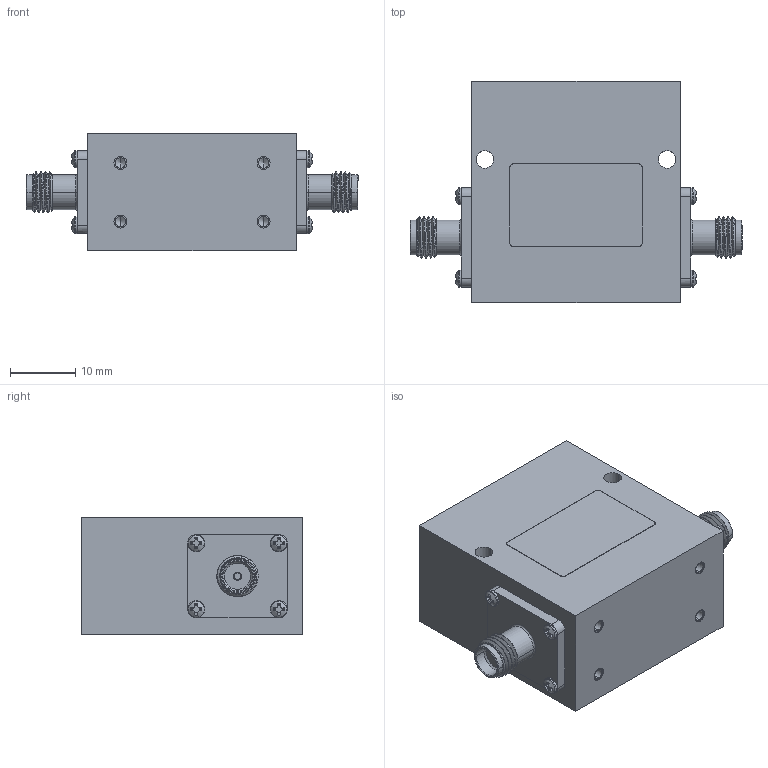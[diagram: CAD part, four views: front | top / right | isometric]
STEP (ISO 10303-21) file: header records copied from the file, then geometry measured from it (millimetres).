
FILE_DESCRIPTION (( 'STEP AP214' ), '1' );
FILE_NAME ('SFI2040_3D.step', '2024-08-15T17:54:22', ( '' ), ( '' ), 'SwSTEP 2.0', 'SolidWorks 2022', '' );
FILE_SCHEMA (( 'AUTOMOTIVE_DESIGN' ));
Length unit declared in the file: inch
Products named in the file (1): SFI2040_3D
Bounding box: 51.05 x 34 x 18.08 mm (x, y, z)
Volume: 20292.8 mm3; surface area: 5764.5 mm2
Topology: 1 solids, 9 shells, 409 faces, 1044 edges, 678 vertices
Faces by surface type: plane 199, cylinder 104, cone 72, bspline 30, torus 4
Entity records: 15750 total; most frequent: CARTESIAN_POINT 6410, ORIENTED_EDGE 2072, DIRECTION 1746, EDGE_CURVE 1036, VERTEX_POINT 678, AXIS2_PLACEMENT_3D 664, EDGE_LOOP 446, LINE 418
